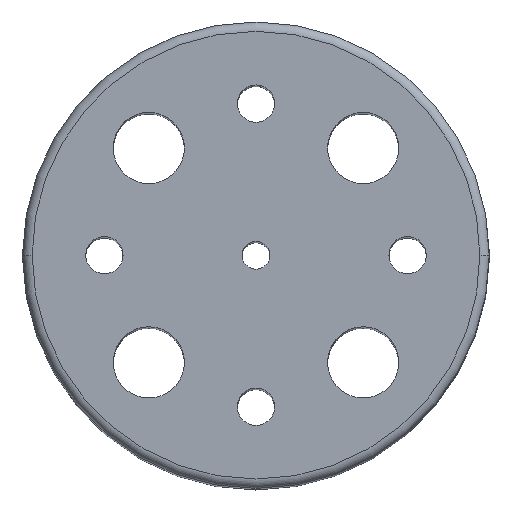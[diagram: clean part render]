
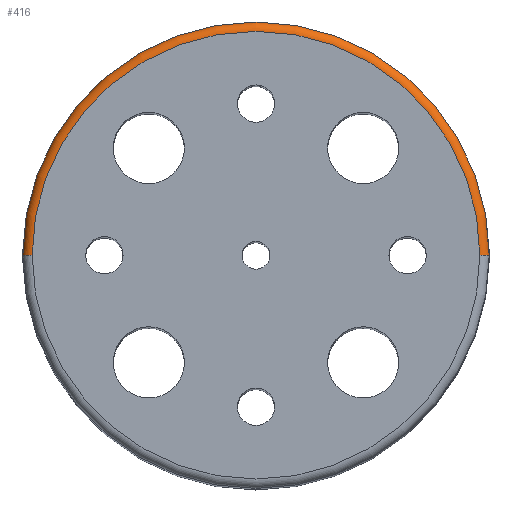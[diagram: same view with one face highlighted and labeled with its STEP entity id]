
A CAD part, top view. The second image highlights one B-rep face of the part: STEP entity #416.
In plain terms, the highlighted toroidal (fillet/blend) face has major radius 48 mm and minor radius 2 mm.
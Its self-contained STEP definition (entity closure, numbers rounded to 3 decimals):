
#33 = CIRCLE ( 'NONE', #1140, 48. ) ;
#65 = DIRECTION ( 'NONE',  ( -1., 0., 0. ) ) ;
#72 = VERTEX_POINT ( 'NONE', #1485 ) ;
#155 = DIRECTION ( 'NONE',  ( 1., 0., 0. ) ) ;
#220 = TOROIDAL_SURFACE ( 'NONE', #1536, 48., 2. ) ;
#222 = DIRECTION ( 'NONE',  ( 0., 0., 1. ) ) ;
#223 = EDGE_CURVE ( 'NONE', #1413, #788, #33, .T. ) ;
#240 = EDGE_CURVE ( 'NONE', #424, #72, #1378, .T. ) ;
#243 = AXIS2_PLACEMENT_3D ( 'NONE', #337, #1648, #586 ) ;
#337 = CARTESIAN_POINT ( 'NONE',  ( 48., 0., -2. ) ) ;
#416 = ADVANCED_FACE ( 'NONE', ( #455 ), #220, .T. ) ;
#424 = VERTEX_POINT ( 'NONE', #1386 ) ;
#455 = FACE_OUTER_BOUND ( 'NONE', #1128, .T. ) ;
#470 = CARTESIAN_POINT ( 'NONE',  ( 48., 0., 0. ) ) ;
#562 = EDGE_CURVE ( 'NONE', #72, #1413, #837, .T. ) ;
#577 = DIRECTION ( 'NONE',  ( 0., 1., 0. ) ) ;
#582 = CARTESIAN_POINT ( 'NONE',  ( 0., 0., 0. ) ) ;
#586 = DIRECTION ( 'NONE',  ( 0., 0., -1. ) ) ;
#640 = AXIS2_PLACEMENT_3D ( 'NONE', #848, #1066, #681 ) ;
#681 = DIRECTION ( 'NONE',  ( 1., 0., 0. ) ) ;
#788 = VERTEX_POINT ( 'NONE', #952 ) ;
#798 = CARTESIAN_POINT ( 'NONE',  ( -48., 0., -2. ) ) ;
#837 = CIRCLE ( 'NONE', #243, 2. ) ;
#848 = CARTESIAN_POINT ( 'NONE',  ( 0., 0., -2. ) ) ;
#938 = ORIENTED_EDGE ( 'NONE', *, *, #1618, .T. ) ;
#952 = CARTESIAN_POINT ( 'NONE',  ( -48., 0., 0. ) ) ;
#1066 = DIRECTION ( 'NONE',  ( 0., 0., -1. ) ) ;
#1128 = EDGE_LOOP ( 'NONE', ( #1148, #938, #1347, #1613 ) ) ;
#1140 = AXIS2_PLACEMENT_3D ( 'NONE', #582, #222, #155 ) ;
#1148 = ORIENTED_EDGE ( 'NONE', *, *, #240, .F. ) ;
#1280 = AXIS2_PLACEMENT_3D ( 'NONE', #798, #577, #65 ) ;
#1283 = CIRCLE ( 'NONE', #1280, 2. ) ;
#1285 = DIRECTION ( 'NONE',  ( 0., 0., 1. ) ) ;
#1347 = ORIENTED_EDGE ( 'NONE', *, *, #223, .F. ) ;
#1378 = CIRCLE ( 'NONE', #640, 50. ) ;
#1386 = CARTESIAN_POINT ( 'NONE',  ( -50., 0., -2. ) ) ;
#1407 = CARTESIAN_POINT ( 'NONE',  ( 0., 0., -2. ) ) ;
#1413 = VERTEX_POINT ( 'NONE', #470 ) ;
#1485 = CARTESIAN_POINT ( 'NONE',  ( 50., 0., -2. ) ) ;
#1536 = AXIS2_PLACEMENT_3D ( 'NONE', #1407, #1285, #1683 ) ;
#1613 = ORIENTED_EDGE ( 'NONE', *, *, #562, .F. ) ;
#1618 = EDGE_CURVE ( 'NONE', #424, #788, #1283, .T. ) ;
#1648 = DIRECTION ( 'NONE',  ( 0., -1., 0. ) ) ;
#1683 = DIRECTION ( 'NONE',  ( 1., 0., 0. ) ) ;
